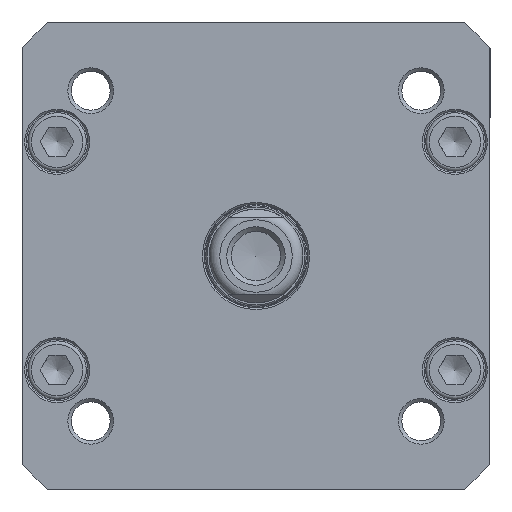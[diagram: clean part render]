
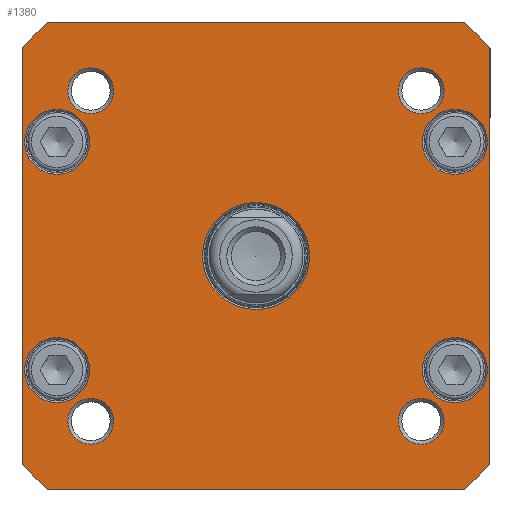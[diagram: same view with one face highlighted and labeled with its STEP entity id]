
A CAD part, front view. The second image highlights one B-rep face of the part: STEP entity #1380.
In plain terms, the highlighted planar face has unit normal (0, -1, 0).
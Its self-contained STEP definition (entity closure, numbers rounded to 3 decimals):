
#1206=CARTESIAN_POINT('',(0.,-91.75,0.));
#1207=DIRECTION('',(0.0,-1.0,0.0));
#1208=DIRECTION('',(0.0,0.0,-1.0));
#1209=AXIS2_PLACEMENT_3D('',#1206,#1207,#1208);
#1210=PLANE('',#1209);
#1211=CARTESIAN_POINT('',(-40.,-91.75,35.528));
#1212=VERTEX_POINT('',#1211);
#1213=CARTESIAN_POINT('',(-35.528,-91.75,40.0));
#1214=VERTEX_POINT('',#1213);
#1215=CARTESIAN_POINT('',(0.0,-91.75,0.0));
#1216=DIRECTION('',(0.0,1.0,0.0));
#1217=DIRECTION('',(-0.664,0.0,0.748));
#1218=AXIS2_PLACEMENT_3D('',#1215,#1216,#1217);
#1219=CIRCLE('',#1218,53.5);
#1220=EDGE_CURVE('',#1212,#1214,#1219,.T.);
#1221=ORIENTED_EDGE('',*,*,#1220,.F.);
#1222=CARTESIAN_POINT('',(-40.,-91.75,-35.528));
#1223=VERTEX_POINT('',#1222);
#1224=CARTESIAN_POINT('',(-40.,-91.75,-35.528));
#1225=DIRECTION('',(0.0,0.0,1.0));
#1226=VECTOR('',#1225,71.056);
#1227=LINE('',#1224,#1226);
#1228=EDGE_CURVE('',#1223,#1212,#1227,.T.);
#1229=ORIENTED_EDGE('',*,*,#1228,.F.);
#1230=CARTESIAN_POINT('',(-35.528,-91.75,-40.0));
#1231=VERTEX_POINT('',#1230);
#1232=CARTESIAN_POINT('',(0.0,-91.75,0.0));
#1233=DIRECTION('',(0.0,1.0,0.0));
#1234=DIRECTION('',(-0.748,0.0,-0.664));
#1235=AXIS2_PLACEMENT_3D('',#1232,#1233,#1234);
#1236=CIRCLE('',#1235,53.5);
#1237=EDGE_CURVE('',#1231,#1223,#1236,.T.);
#1238=ORIENTED_EDGE('',*,*,#1237,.F.);
#1239=CARTESIAN_POINT('',(35.528,-91.75,-40.));
#1240=VERTEX_POINT('',#1239);
#1241=CARTESIAN_POINT('',(35.528,-91.75,-40.));
#1242=DIRECTION('',(-1.0,0.0,0.0));
#1243=VECTOR('',#1242,71.056);
#1244=LINE('',#1241,#1243);
#1245=EDGE_CURVE('',#1240,#1231,#1244,.T.);
#1246=ORIENTED_EDGE('',*,*,#1245,.F.);
#1247=CARTESIAN_POINT('',(40.0,-91.75,-35.528));
#1248=VERTEX_POINT('',#1247);
#1249=CARTESIAN_POINT('',(0.0,-91.75,0.0));
#1250=DIRECTION('',(0.0,1.0,0.0));
#1251=DIRECTION('',(0.664,0.0,-0.748));
#1252=AXIS2_PLACEMENT_3D('',#1249,#1250,#1251);
#1253=CIRCLE('',#1252,53.5);
#1254=EDGE_CURVE('',#1248,#1240,#1253,.T.);
#1255=ORIENTED_EDGE('',*,*,#1254,.F.);
#1256=CARTESIAN_POINT('',(40.,-91.75,35.528));
#1257=VERTEX_POINT('',#1256);
#1258=CARTESIAN_POINT('',(40.,-91.75,35.528));
#1259=DIRECTION('',(0.0,0.0,-1.0));
#1260=VECTOR('',#1259,71.056);
#1261=LINE('',#1258,#1260);
#1262=EDGE_CURVE('',#1257,#1248,#1261,.T.);
#1263=ORIENTED_EDGE('',*,*,#1262,.F.);
#1264=CARTESIAN_POINT('',(35.528,-91.75,40.0));
#1265=VERTEX_POINT('',#1264);
#1266=CARTESIAN_POINT('',(0.0,-91.75,0.0));
#1267=DIRECTION('',(0.0,1.0,0.0));
#1268=DIRECTION('',(0.748,0.0,0.664));
#1269=AXIS2_PLACEMENT_3D('',#1266,#1267,#1268);
#1270=CIRCLE('',#1269,53.5);
#1271=EDGE_CURVE('',#1265,#1257,#1270,.T.);
#1272=ORIENTED_EDGE('',*,*,#1271,.F.);
#1273=CARTESIAN_POINT('',(-35.528,-91.75,40.0));
#1274=DIRECTION('',(1.0,0.0,0.0));
#1275=VECTOR('',#1274,71.056);
#1276=LINE('',#1273,#1275);
#1277=EDGE_CURVE('',#1214,#1265,#1276,.T.);
#1278=ORIENTED_EDGE('',*,*,#1277,.F.);
#1279=EDGE_LOOP('',(#1221,#1229,#1238,#1246,#1255,#1263,#1272,#1278));
#1280=FACE_OUTER_BOUND('',#1279,.T.);
#1281=CARTESIAN_POINT('',(-34.0,-91.75,13.95));
#1282=VERTEX_POINT('',#1281);
#1283=CARTESIAN_POINT('',(-34.0,-91.75,19.5));
#1284=DIRECTION('',(0.0,-1.0,0.0));
#1285=DIRECTION('',(0.0,0.0,1.0));
#1286=AXIS2_PLACEMENT_3D('',#1283,#1284,#1285);
#1287=CIRCLE('',#1286,5.55);
#1288=EDGE_CURVE('',#1282,#1282,#1287,.T.);
#1289=ORIENTED_EDGE('',*,*,#1288,.F.);
#1290=EDGE_LOOP('',(#1289));
#1291=FACE_BOUND('',#1290,.T.);
#1292=CARTESIAN_POINT('',(34.0,-91.75,-25.05));
#1293=VERTEX_POINT('',#1292);
#1294=CARTESIAN_POINT('',(34.0,-91.75,-19.5));
#1295=DIRECTION('',(0.0,-1.0,0.0));
#1296=DIRECTION('',(0.0,0.0,1.0));
#1297=AXIS2_PLACEMENT_3D('',#1294,#1295,#1296);
#1298=CIRCLE('',#1297,5.55);
#1299=EDGE_CURVE('',#1293,#1293,#1298,.T.);
#1300=ORIENTED_EDGE('',*,*,#1299,.F.);
#1301=EDGE_LOOP('',(#1300));
#1302=FACE_BOUND('',#1301,.T.);
#1303=CARTESIAN_POINT('',(-28.25,-91.75,24.327));
#1304=VERTEX_POINT('',#1303);
#1305=CARTESIAN_POINT('',(-28.25,-91.75,28.25));
#1306=DIRECTION('',(0.0,-1.0,0.0));
#1307=DIRECTION('',(0.0,0.0,1.0));
#1308=AXIS2_PLACEMENT_3D('',#1305,#1306,#1307);
#1309=CIRCLE('',#1308,3.924);
#1310=EDGE_CURVE('',#1304,#1304,#1309,.T.);
#1311=ORIENTED_EDGE('',*,*,#1310,.F.);
#1312=EDGE_LOOP('',(#1311));
#1313=FACE_BOUND('',#1312,.T.);
#1314=CARTESIAN_POINT('',(28.25,-91.75,-32.174));
#1315=VERTEX_POINT('',#1314);
#1316=CARTESIAN_POINT('',(28.25,-91.75,-28.25));
#1317=DIRECTION('',(0.0,-1.0,0.0));
#1318=DIRECTION('',(0.0,0.0,1.0));
#1319=AXIS2_PLACEMENT_3D('',#1316,#1317,#1318);
#1320=CIRCLE('',#1319,3.924);
#1321=EDGE_CURVE('',#1315,#1315,#1320,.T.);
#1322=ORIENTED_EDGE('',*,*,#1321,.F.);
#1323=EDGE_LOOP('',(#1322));
#1324=FACE_BOUND('',#1323,.T.);
#1325=CARTESIAN_POINT('',(0.,-91.75,9.15));
#1326=VERTEX_POINT('',#1325);
#1327=CARTESIAN_POINT('',(0.0,-91.75,0.0));
#1328=DIRECTION('',(0.0,-1.0,0.0));
#1329=DIRECTION('',(0.0,0.0,-1.0));
#1330=AXIS2_PLACEMENT_3D('',#1327,#1328,#1329);
#1331=CIRCLE('',#1330,9.15);
#1332=EDGE_CURVE('',#1326,#1326,#1331,.T.);
#1333=ORIENTED_EDGE('',*,*,#1332,.F.);
#1334=EDGE_LOOP('',(#1333));
#1335=FACE_BOUND('',#1334,.T.);
#1336=CARTESIAN_POINT('',(28.25,-91.75,24.327));
#1337=VERTEX_POINT('',#1336);
#1338=CARTESIAN_POINT('',(28.25,-91.75,28.25));
#1339=DIRECTION('',(0.0,-1.0,0.0));
#1340=DIRECTION('',(0.0,0.0,1.0));
#1341=AXIS2_PLACEMENT_3D('',#1338,#1339,#1340);
#1342=CIRCLE('',#1341,3.924);
#1343=EDGE_CURVE('',#1337,#1337,#1342,.T.);
#1344=ORIENTED_EDGE('',*,*,#1343,.F.);
#1345=EDGE_LOOP('',(#1344));
#1346=FACE_BOUND('',#1345,.T.);
#1347=CARTESIAN_POINT('',(-28.25,-91.75,-32.174));
#1348=VERTEX_POINT('',#1347);
#1349=CARTESIAN_POINT('',(-28.25,-91.75,-28.25));
#1350=DIRECTION('',(0.0,-1.0,0.0));
#1351=DIRECTION('',(0.0,0.0,1.0));
#1352=AXIS2_PLACEMENT_3D('',#1349,#1350,#1351);
#1353=CIRCLE('',#1352,3.924);
#1354=EDGE_CURVE('',#1348,#1348,#1353,.T.);
#1355=ORIENTED_EDGE('',*,*,#1354,.F.);
#1356=EDGE_LOOP('',(#1355));
#1357=FACE_BOUND('',#1356,.T.);
#1358=CARTESIAN_POINT('',(34.0,-91.75,13.95));
#1359=VERTEX_POINT('',#1358);
#1360=CARTESIAN_POINT('',(34.0,-91.75,19.5));
#1361=DIRECTION('',(0.0,-1.0,0.0));
#1362=DIRECTION('',(0.0,0.0,1.0));
#1363=AXIS2_PLACEMENT_3D('',#1360,#1361,#1362);
#1364=CIRCLE('',#1363,5.55);
#1365=EDGE_CURVE('',#1359,#1359,#1364,.T.);
#1366=ORIENTED_EDGE('',*,*,#1365,.F.);
#1367=EDGE_LOOP('',(#1366));
#1368=FACE_BOUND('',#1367,.T.);
#1369=CARTESIAN_POINT('',(-34.0,-91.75,-25.05));
#1370=VERTEX_POINT('',#1369);
#1371=CARTESIAN_POINT('',(-34.0,-91.75,-19.5));
#1372=DIRECTION('',(0.0,-1.0,0.0));
#1373=DIRECTION('',(0.0,0.0,1.0));
#1374=AXIS2_PLACEMENT_3D('',#1371,#1372,#1373);
#1375=CIRCLE('',#1374,5.55);
#1376=EDGE_CURVE('',#1370,#1370,#1375,.T.);
#1377=ORIENTED_EDGE('',*,*,#1376,.F.);
#1378=EDGE_LOOP('',(#1377));
#1379=FACE_BOUND('',#1378,.T.);
#1380=ADVANCED_FACE('',(#1280,#1291,#1302,#1313,#1324,#1335,#1346,#1357,#1368,#1379),#1210,.T.);
